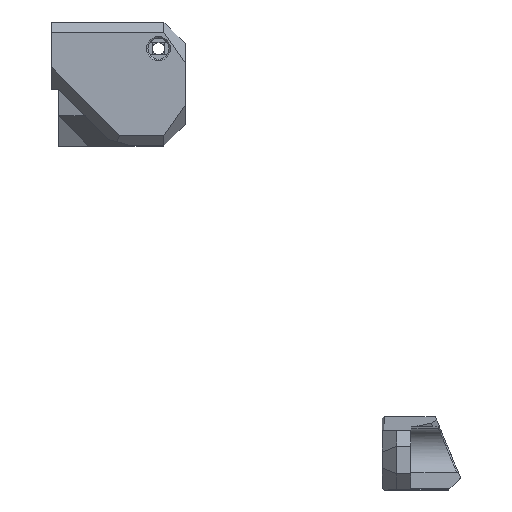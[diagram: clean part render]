
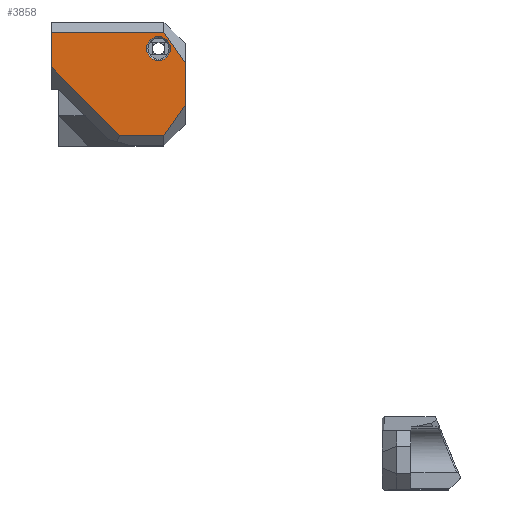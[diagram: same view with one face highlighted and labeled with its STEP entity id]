
A CAD part, top view. The second image highlights one B-rep face of the part: STEP entity #3858.
In plain terms, the highlighted planar face has unit normal (0, 0, 1).
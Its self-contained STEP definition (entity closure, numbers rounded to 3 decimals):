
#79=FACE_BOUND('',#635,.T.);
#216=PLANE('',#4124);
#420=FACE_OUTER_BOUND('',#634,.T.);
#634=EDGE_LOOP('',(#3605,#3606,#3607,#3608,#3609,#3610,#3611));
#635=EDGE_LOOP('',(#3612));
#681=CIRCLE('',#4054,3.4);
#1175=LINE('',#11978,#1527);
#1177=LINE('',#11982,#1529);
#1179=LINE('',#11986,#1531);
#1181=LINE('',#11990,#1533);
#1183=LINE('',#11994,#1535);
#1185=LINE('',#11998,#1537);
#1187=LINE('',#12001,#1539);
#1527=VECTOR('',#4943,10.);
#1529=VECTOR('',#4947,10.);
#1531=VECTOR('',#4951,10.);
#1533=VECTOR('',#4955,10.);
#1535=VECTOR('',#4959,10.);
#1537=VECTOR('',#4963,10.);
#1539=VECTOR('',#4967,10.);
#1845=VERTEX_POINT('',#10138);
#1901=VERTEX_POINT('',#11975);
#1902=VERTEX_POINT('',#11977);
#1903=VERTEX_POINT('',#11981);
#1904=VERTEX_POINT('',#11985);
#1905=VERTEX_POINT('',#11989);
#1906=VERTEX_POINT('',#11993);
#1907=VERTEX_POINT('',#11997);
#2343=EDGE_CURVE('',#1845,#1845,#681,.T.);
#2460=EDGE_CURVE('',#1902,#1901,#1175,.F.);
#2462=EDGE_CURVE('',#1902,#1903,#1177,.T.);
#2464=EDGE_CURVE('',#1903,#1904,#1179,.T.);
#2466=EDGE_CURVE('',#1905,#1904,#1181,.T.);
#2468=EDGE_CURVE('',#1906,#1905,#1183,.T.);
#2470=EDGE_CURVE('',#1906,#1907,#1185,.T.);
#2472=EDGE_CURVE('',#1907,#1901,#1187,.T.);
#3605=ORIENTED_EDGE('',*,*,#2470,.F.);
#3606=ORIENTED_EDGE('',*,*,#2468,.T.);
#3607=ORIENTED_EDGE('',*,*,#2466,.T.);
#3608=ORIENTED_EDGE('',*,*,#2464,.F.);
#3609=ORIENTED_EDGE('',*,*,#2462,.F.);
#3610=ORIENTED_EDGE('',*,*,#2460,.T.);
#3611=ORIENTED_EDGE('',*,*,#2472,.F.);
#3612=ORIENTED_EDGE('',*,*,#2343,.F.);
#3858=ADVANCED_FACE('',(#420,#79),#216,.F.);
#4054=AXIS2_PLACEMENT_3D('',#10139,#4776,#4777);
#4124=AXIS2_PLACEMENT_3D('',#12008,#4978,#4979);
#4776=DIRECTION('center_axis',(0.,0.,
1.));
#4777=DIRECTION('ref_axis',(-1.,0.,0.));
#4943=DIRECTION('',(0.,-1.,0.));
#4947=DIRECTION('',(-0.577,-0.816,0.));
#4951=DIRECTION('',(-1.,0.,0.));
#4955=DIRECTION('',(0.707,-0.707,0.));
#4959=DIRECTION('',(0.,-1.,0.));
#4963=DIRECTION('',(1.,0.,0.));
#4967=DIRECTION('',(0.577,-0.816,0.));
#4978=DIRECTION('center_axis',(0.,0.,
-1.));
#4979=DIRECTION('ref_axis',(1.,0.,0.));
#10138=CARTESIAN_POINT('',(-4.886,258.74,-1.588));
#10139=CARTESIAN_POINT('Origin',(-8.286,258.74,-1.588));
#11975=CARTESIAN_POINT('',(-0.786,254.754,-1.588));
#11977=CARTESIAN_POINT('',(-0.786,242.759,-1.588));
#11978=CARTESIAN_POINT('',(-0.786,254.99,-1.588));
#11981=CARTESIAN_POINT('',(-6.786,234.274,-1.588));
#11982=CARTESIAN_POINT('',(-6.498,234.681,-1.588));
#11985=CARTESIAN_POINT('',(-19.22,234.274,-1.588));
#11986=CARTESIAN_POINT('',(-31.572,234.274,-1.588));
#11989=CARTESIAN_POINT('',(-38.496,253.549,-1.588));
#11990=CARTESIAN_POINT('',(-31.127,246.18,-1.588));
#11993=CARTESIAN_POINT('',(-38.496,263.24,-1.588));
#11994=CARTESIAN_POINT('',(-38.496,248.997,-1.588));
#11997=CARTESIAN_POINT('',(-6.786,263.24,-1.588));
#11998=CARTESIAN_POINT('',(-32.053,263.24,-1.588));
#12001=CARTESIAN_POINT('',(-8.54,265.721,-1.588));
#12008=CARTESIAN_POINT('Origin',(-31.572,251.24,-1.588));
